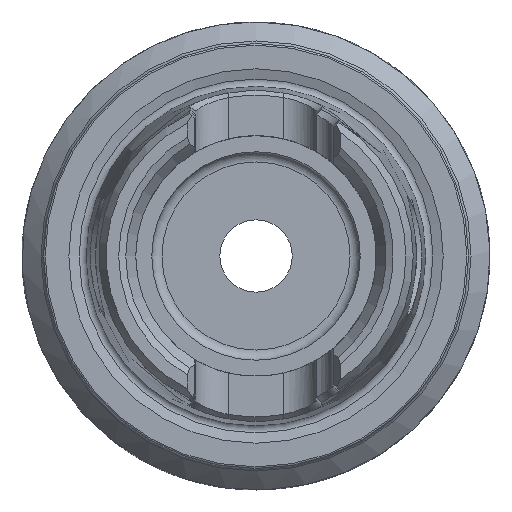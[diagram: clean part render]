
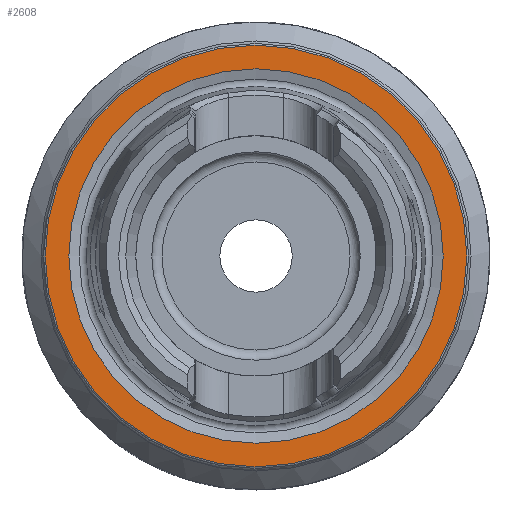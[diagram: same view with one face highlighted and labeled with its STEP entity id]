
A CAD part, left-side view. The second image highlights one B-rep face of the part: STEP entity #2608.
In plain terms, the highlighted planar face has unit normal (-1, 0, 0).
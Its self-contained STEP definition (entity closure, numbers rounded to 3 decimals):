
#90 = EDGE_LOOP ( 'NONE', ( #28387 ) ) ;
#2608 = ADVANCED_FACE ( 'NONE', ( #12621, #27135 ), #32601, .F. ) ;
#6860 = AXIS2_PLACEMENT_3D ( 'NONE', #17795, #17473, #22754 ) ;
#7525 = VERTEX_POINT ( 'NONE', #9509 ) ;
#7876 = AXIS2_PLACEMENT_3D ( 'NONE', #10716, #22986, #28288 ) ;
#9509 = CARTESIAN_POINT ( 'NONE',  ( 0., 0., 22. ) ) ;
#10716 = CARTESIAN_POINT ( 'NONE',  ( 0., 0., 0. ) ) ;
#12298 = AXIS2_PLACEMENT_3D ( 'NONE', #14451, #31506, #16397 ) ;
#12509 = CIRCLE ( 'NONE', #7876, 24.775 ) ;
#12621 = FACE_BOUND ( 'NONE', #90, .T. ) ;
#12706 = EDGE_CURVE ( 'NONE', #7525, #7525, #16388, .T. ) ;
#14451 = CARTESIAN_POINT ( 'NONE',  ( 0., 0., 0. ) ) ;
#16388 = CIRCLE ( 'NONE', #12298, 22. ) ;
#16397 = DIRECTION ( 'NONE',  ( 0., 0., 1. ) ) ;
#17473 = DIRECTION ( 'NONE',  ( 1., 0., 0. ) ) ;
#17795 = CARTESIAN_POINT ( 'NONE',  ( 0., 24.775, 0. ) ) ;
#20549 = ORIENTED_EDGE ( 'NONE', *, *, #21796, .T. ) ;
#21697 = EDGE_LOOP ( 'NONE', ( #20549 ) ) ;
#21796 = EDGE_CURVE ( 'NONE', #26779, #26779, #12509, .T. ) ;
#22754 = DIRECTION ( 'NONE',  ( 0., 0., -1. ) ) ;
#22986 = DIRECTION ( 'NONE',  ( -1., 0., 0. ) ) ;
#24730 = CARTESIAN_POINT ( 'NONE',  ( 0., 0., 24.775 ) ) ;
#26779 = VERTEX_POINT ( 'NONE', #24730 ) ;
#27135 = FACE_OUTER_BOUND ( 'NONE', #21697, .T. ) ;
#28288 = DIRECTION ( 'NONE',  ( 0., 0., 1. ) ) ;
#28387 = ORIENTED_EDGE ( 'NONE', *, *, #12706, .F. ) ;
#31506 = DIRECTION ( 'NONE',  ( -1., 0., 0. ) ) ;
#32601 = PLANE ( 'NONE',  #6860 ) ;
